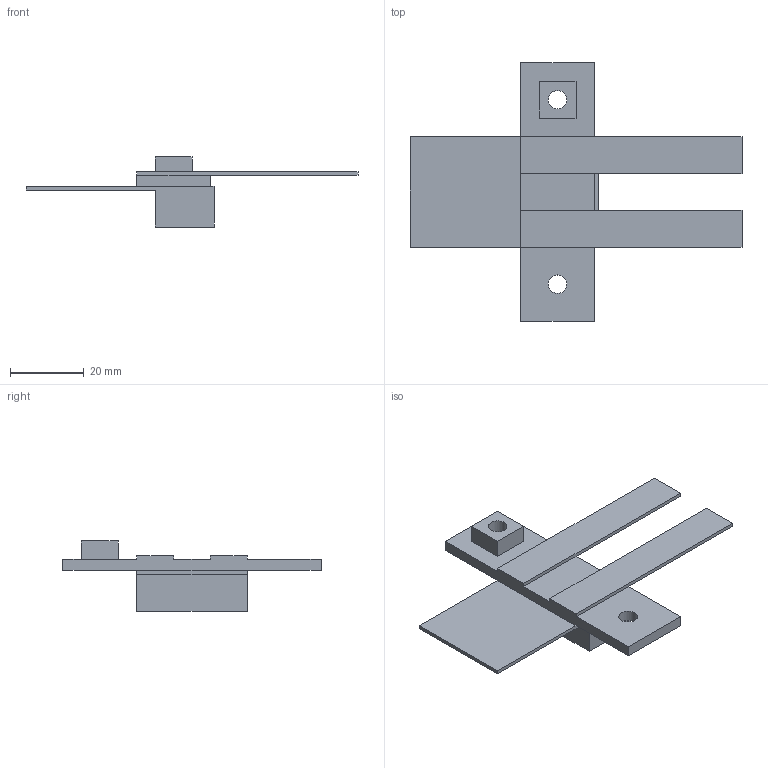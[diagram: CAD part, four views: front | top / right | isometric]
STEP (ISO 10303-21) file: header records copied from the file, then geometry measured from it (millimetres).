
FILE_DESCRIPTION(('STEP AP203'), '1');
FILE_NAME('Ïîäíèìàþùàÿñÿ ÷àñòü', '', ('UNSPECIFIED'), ('UNSPECIFIED'), 'C3D Converter', 'C3D Toolkit', '');
FILE_SCHEMA(('CONFIG_CONTROL_DESIGN'));
Length unit declared in the file: millimetre
Bounding box: 90 x 70 x 19 mm (x, y, z)
Volume: 11974.7 mm3; surface area: 8487.7 mm2
Topology: 1 solids, 1 shells, 37 faces, 91 edges, 58 vertices
Faces by surface type: plane 34, cylinder 3
Full cylindrical faces by diameter (mm): 5 x3
Entity records: 1391 total; most frequent: CARTESIAN_POINT 184, ORIENTED_EDGE 176, DIRECTION 170, EDGE_CURVE 88, LINE 82, VECTOR 82, VERTEX_POINT 58, EDGE_LOOP 46
